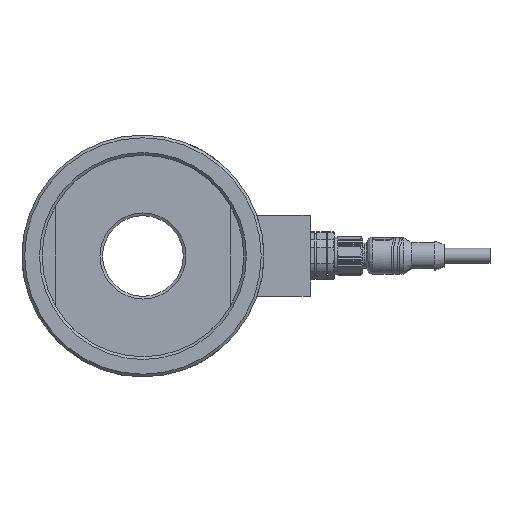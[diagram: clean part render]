
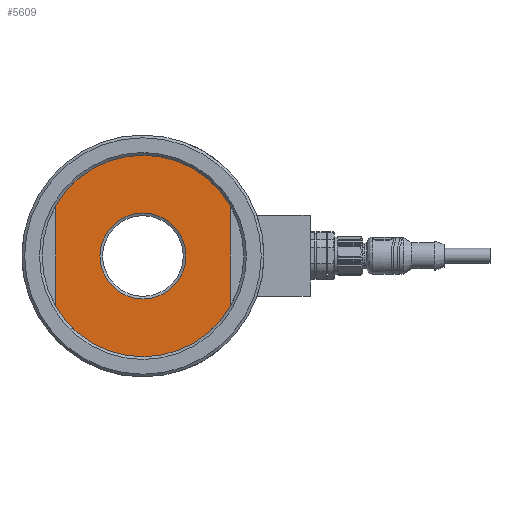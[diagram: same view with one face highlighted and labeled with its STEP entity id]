
A CAD part, front view. The second image highlights one B-rep face of the part: STEP entity #5609.
In plain terms, the highlighted planar face has unit normal (0, -1, 0).
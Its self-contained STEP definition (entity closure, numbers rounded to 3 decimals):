
#615 = AXIS2_PLACEMENT_3D ( 'NONE', #11604, #20205, #13882 ) ;
#878 = DIRECTION ( 'NONE',  ( 0., 0., -1. ) ) ;
#1349 = DIRECTION ( 'NONE',  ( 0., 0., 1. ) ) ;
#1865 = FACE_BOUND ( 'NONE', #18807, .T. ) ;
#1873 = EDGE_CURVE ( 'NONE', #12228, #12228, #9373, .T. ) ;
#1961 = ORIENTED_EDGE ( 'NONE', *, *, #4310, .F. ) ;
#2185 = PLANE ( 'NONE',  #4591 ) ;
#3413 = LINE ( 'NONE', #12010, #13917 ) ;
#3819 = ORIENTED_EDGE ( 'NONE', *, *, #1873, .F. ) ;
#4310 = EDGE_CURVE ( 'NONE', #22283, #9053, #9839, .T. ) ;
#4591 = AXIS2_PLACEMENT_3D ( 'NONE', #9168, #5729, #16287 ) ;
#4689 = DIRECTION ( 'NONE',  ( 0., 0., 1. ) ) ;
#4732 = ORIENTED_EDGE ( 'NONE', *, *, #11877, .T. ) ;
#4896 = VECTOR ( 'NONE', #4689, 1000. ) ;
#5091 = DIRECTION ( 'NONE',  ( 0., 0., -1. ) ) ;
#5609 = ADVANCED_FACE ( 'NONE', ( #1865, #17881 ), #2185, .F. ) ;
#5660 = CARTESIAN_POINT ( 'NONE',  ( 0., 0., -16. ) ) ;
#5729 = DIRECTION ( 'NONE',  ( 0., 1., 0. ) ) ;
#6842 = ORIENTED_EDGE ( 'NONE', *, *, #8545, .T. ) ;
#8545 = EDGE_CURVE ( 'NONE', #14891, #9053, #20002, .T. ) ;
#8684 = CIRCLE ( 'NONE', #14552, 37.5 ) ;
#9053 = VERTEX_POINT ( 'NONE', #18974 ) ;
#9168 = CARTESIAN_POINT ( 'NONE',  ( 0., 0., 0. ) ) ;
#9373 = CIRCLE ( 'NONE', #11578, 16. ) ;
#9839 = LINE ( 'NONE', #15022, #4896 ) ;
#10265 = EDGE_CURVE ( 'NONE', #22283, #11032, #8684, .T. ) ;
#10553 = CARTESIAN_POINT ( 'NONE',  ( 32.5, 0., -18.708 ) ) ;
#11032 = VERTEX_POINT ( 'NONE', #10553 ) ;
#11578 = AXIS2_PLACEMENT_3D ( 'NONE', #20242, #22104, #878 ) ;
#11604 = CARTESIAN_POINT ( 'NONE',  ( 0., 0., 0. ) ) ;
#11877 = EDGE_CURVE ( 'NONE', #11032, #14891, #3413, .T. ) ;
#12010 = CARTESIAN_POINT ( 'NONE',  ( 32.5, 0., -25. ) ) ;
#12228 = VERTEX_POINT ( 'NONE', #5660 ) ;
#13489 = DIRECTION ( 'NONE',  ( 0., -1., 0. ) ) ;
#13882 = DIRECTION ( 'NONE',  ( 0., 0., -1. ) ) ;
#13917 = VECTOR ( 'NONE', #1349, 1000. ) ;
#14552 = AXIS2_PLACEMENT_3D ( 'NONE', #17249, #13489, #5091 ) ;
#14891 = VERTEX_POINT ( 'NONE', #18086 ) ;
#15022 = CARTESIAN_POINT ( 'NONE',  ( -32.5, 0., -25. ) ) ;
#16287 = DIRECTION ( 'NONE',  ( 0., 0., 1. ) ) ;
#16325 = ORIENTED_EDGE ( 'NONE', *, *, #10265, .T. ) ;
#17249 = CARTESIAN_POINT ( 'NONE',  ( 0., 0., 0. ) ) ;
#17881 = FACE_OUTER_BOUND ( 'NONE', #17918, .T. ) ;
#17918 = EDGE_LOOP ( 'NONE', ( #6842, #1961, #16325, #4732 ) ) ;
#18086 = CARTESIAN_POINT ( 'NONE',  ( 32.5, 0., 18.708 ) ) ;
#18807 = EDGE_LOOP ( 'NONE', ( #3819 ) ) ;
#18974 = CARTESIAN_POINT ( 'NONE',  ( -32.5, 0., 18.708 ) ) ;
#20002 = CIRCLE ( 'NONE', #615, 37.5 ) ;
#20205 = DIRECTION ( 'NONE',  ( 0., -1., 0. ) ) ;
#20242 = CARTESIAN_POINT ( 'NONE',  ( 0., 0., 0. ) ) ;
#22055 = CARTESIAN_POINT ( 'NONE',  ( -32.5, 0., -18.708 ) ) ;
#22104 = DIRECTION ( 'NONE',  ( 0., -1., 0. ) ) ;
#22283 = VERTEX_POINT ( 'NONE', #22055 ) ;
